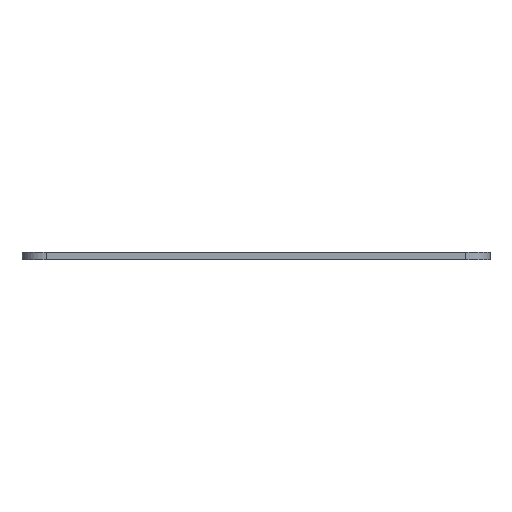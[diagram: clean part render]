
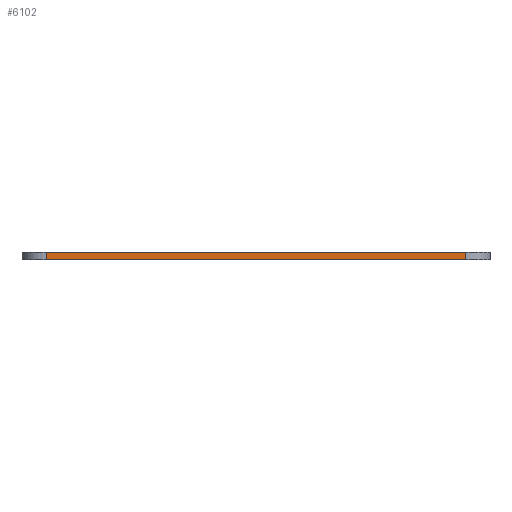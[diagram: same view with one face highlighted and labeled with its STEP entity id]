
A CAD part, left-side view. The second image highlights one B-rep face of the part: STEP entity #6102.
In plain terms, the highlighted planar face has unit normal (-1, 0, 0).
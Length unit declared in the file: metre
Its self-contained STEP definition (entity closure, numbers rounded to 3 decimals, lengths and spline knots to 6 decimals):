
#848=ORIENTED_EDGE('',*,*,#2700,.T.);
#849=ORIENTED_EDGE('',*,*,#2701,.T.);
#850=ORIENTED_EDGE('',*,*,#2473,.F.);
#851=ORIENTED_EDGE('',*,*,#2702,.T.);
#2473=EDGE_CURVE('',#3411,#3412,#4011,.T.);
#2700=EDGE_CURVE('',#3624,#3625,#4131,.T.);
#2701=EDGE_CURVE('',#3625,#3412,#4132,.F.);
#2702=EDGE_CURVE('',#3411,#3624,#4133,.T.);
#3411=VERTEX_POINT('',#8207);
#3412=VERTEX_POINT('',#8208);
#3624=VERTEX_POINT('',#8800);
#3625=VERTEX_POINT('',#8801);
#4011=LINE('',#8206,#4607);
#4131=LINE('',#8799,#4727);
#4132=LINE('',#8802,#4728);
#4133=LINE('',#8803,#4729);
#4607=VECTOR('',#6852,1.);
#4727=VECTOR('',#7078,1.);
#4728=VECTOR('',#7079,1.);
#4729=VECTOR('',#7080,1.);
#5199=EDGE_LOOP('',(#848,#849,#850,#851));
#5581=FACE_BOUND('',#5199,.T.);
#5938=PLANE('',#6505);
#6102=ADVANCED_FACE('',(#5581),#5938,.F.);
#6505=AXIS2_PLACEMENT_3D('',#8798,#7076,#7077);
#6852=DIRECTION('',(0.,-1.,0.));
#7076=DIRECTION('',(1.,0.,0.));
#7077=DIRECTION('',(0.,0.,-1.));
#7078=DIRECTION('',(0.,-1.,0.));
#7079=DIRECTION('',(0.,0.,-1.));
#7080=DIRECTION('',(0.,0.,-1.));
#8206=CARTESIAN_POINT('',(-0.039575,0.046035,0.0015));
#8207=CARTESIAN_POINT('',(-0.039575,0.043535,0.0015));
#8208=CARTESIAN_POINT('',(-0.039575,-0.043535,0.0015));
#8798=CARTESIAN_POINT('',(-0.039575,0.046035,0.0015));
#8799=CARTESIAN_POINT('',(-0.039575,0.046035,0.));
#8800=CARTESIAN_POINT('',(-0.039575,0.043535,0.));
#8801=CARTESIAN_POINT('',(-0.039575,-0.043535,0.));
#8802=CARTESIAN_POINT('',(-0.039575,-0.043535,0.0015));
#8803=CARTESIAN_POINT('',(-0.039575,0.043535,0.));
